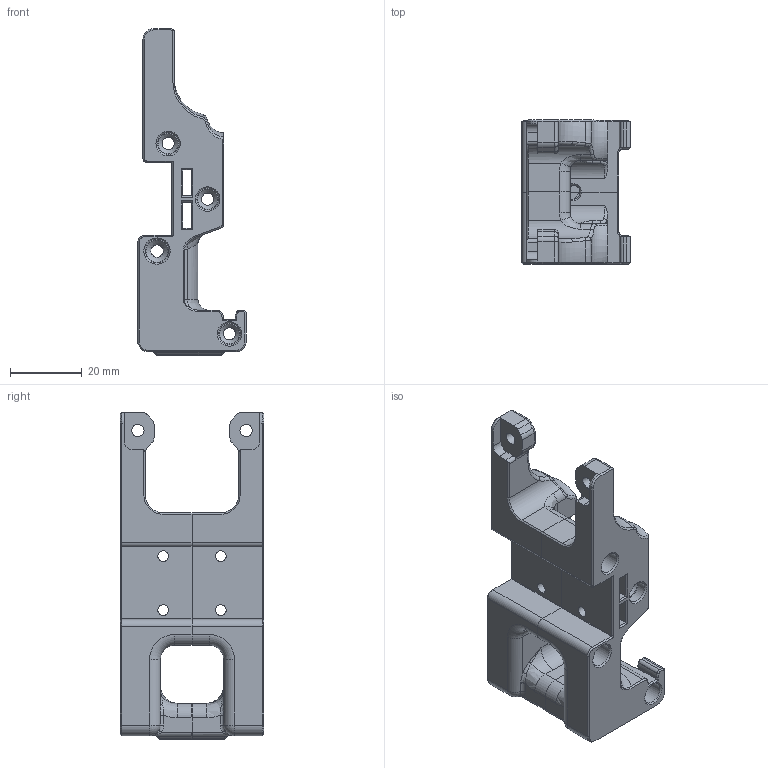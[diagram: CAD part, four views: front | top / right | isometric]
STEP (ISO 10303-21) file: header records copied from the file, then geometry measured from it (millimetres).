
FILE_DESCRIPTION(/* description */ (''),/* implementation_level */ '2;1');
FILE_NAME(/* name */ 'Carriage Frame - Dual Rail - Magnets.step',/* time_stamp */ '2020-09-08T23:45:16+03:00',/* author */ (''),/* organization */ (''),/* preprocessor_version */ 'ST-DEVELOPER v18.1',/* originating_system */ 'Autodesk Translation Framework v9.3.0.1241',/* authorisation */ '');
FILE_SCHEMA (('AUTOMOTIVE_DESIGN { 1 0 10303 214 3 1 1 }'));
Products named in the file (1): Carriage Frame - Dual Rail - Magnets
Bounding box: 30.27 x 40 x 90.94 mm (x, y, z)
Volume: 33311.3 mm3; surface area: 17545.2 mm2
Topology: 2 solids, 2 shells, 737 faces, 1918 edges, 1179 vertices
Faces by surface type: plane 330, cylinder 227, bspline 81, cone 69, torus 28, sphere 2
Full cylindrical faces by diameter (mm): 2.5 x36, 3 x4, 3.041 x36, 3.4 x12, 4.6 x2, 6 x8, 6.05 x2, 6.5 x1
Entity records: 42802 total; most frequent: CARTESIAN_POINT 25340, ORIENTED_EDGE 3812, DIRECTION 3365, EDGE_CURVE 1906, VERTEX_POINT 1179, AXIS2_PLACEMENT_3D 1134, LINE 1097, VECTOR 1097
